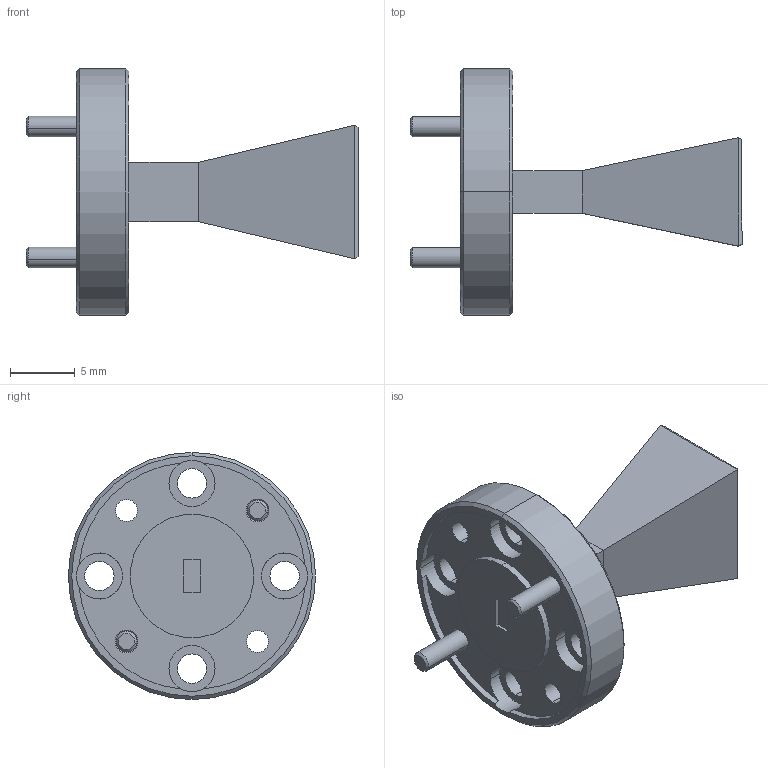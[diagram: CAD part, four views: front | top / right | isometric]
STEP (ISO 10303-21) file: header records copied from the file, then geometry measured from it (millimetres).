
FILE_DESCRIPTION (( 'STEP AP203' ), '1' );
FILE_NAME ('SAR-1725-10-S2.STEP', '2021-11-01T20:06:17', ( '' ), ( '' ), 'SwSTEP 2.0', 'SolidWorks 2021', '' );
FILE_SCHEMA (( 'CONFIG_CONTROL_DESIGN' ));
Length unit declared in the file: inch
Products named in the file (1): SAR-1725-10-S2
Bounding box: 25.6 x 19.05 x 19.05 mm (x, y, z)
Volume: 1641.7 mm3; surface area: 1555.2 mm2
Topology: 3 solids, 3 shells, 82 faces, 196 edges, 124 vertices
Faces by surface type: cylinder 36, plane 30, cone 16
Entity records: 2503 total; most frequent: DIRECTION 458, CARTESIAN_POINT 403, ORIENTED_EDGE 392, EDGE_CURVE 196, AXIS2_PLACEMENT_3D 179, VERTEX_POINT 124, EDGE_LOOP 102, VECTOR 100
